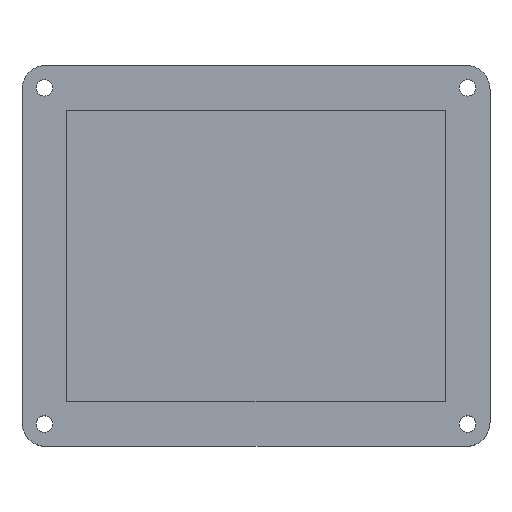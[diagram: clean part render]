
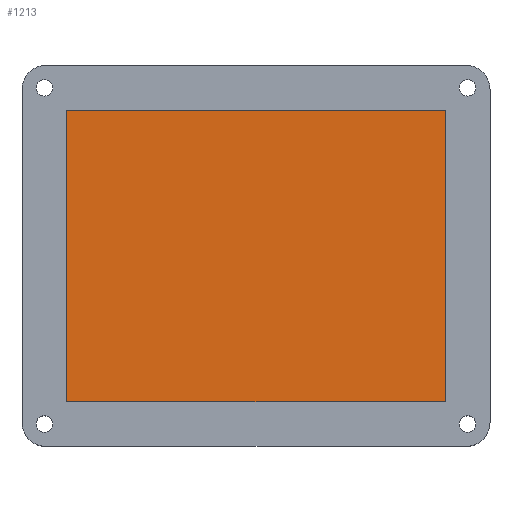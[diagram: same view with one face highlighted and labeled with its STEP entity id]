
A CAD part, top view. The second image highlights one B-rep face of the part: STEP entity #1213.
In plain terms, the highlighted planar face has unit normal (0, 0, 1).
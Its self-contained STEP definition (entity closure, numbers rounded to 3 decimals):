
#47=PLANE('',#1374);
#206=FACE_OUTER_BOUND('',#292,.T.);
#292=EDGE_LOOP('',(#1039,#1040,#1041,#1042));
#375=LINE('',#2532,#459);
#376=LINE('',#2534,#460);
#377=LINE('',#2536,#461);
#378=LINE('',#2537,#462);
#459=VECTOR('',#1723,10.);
#460=VECTOR('',#1724,10.);
#461=VECTOR('',#1725,10.);
#462=VECTOR('',#1726,10.);
#588=VERTEX_POINT('',#2530);
#589=VERTEX_POINT('',#2531);
#590=VERTEX_POINT('',#2533);
#591=VERTEX_POINT('',#2535);
#748=EDGE_CURVE('',#588,#589,#375,.T.);
#749=EDGE_CURVE('',#590,#588,#376,.T.);
#750=EDGE_CURVE('',#591,#590,#377,.T.);
#751=EDGE_CURVE('',#589,#591,#378,.T.);
#1039=ORIENTED_EDGE('',*,*,#748,.F.);
#1040=ORIENTED_EDGE('',*,*,#749,.F.);
#1041=ORIENTED_EDGE('',*,*,#750,.F.);
#1042=ORIENTED_EDGE('',*,*,#751,.F.);
#1213=ADVANCED_FACE('',(#206),#47,.T.);
#1374=AXIS2_PLACEMENT_3D('',#2529,#1721,#1722);
#1721=DIRECTION('center_axis',(0.,0.,1.));
#1722=DIRECTION('ref_axis',(1.,0.,0.));
#1723=DIRECTION('',(0.,1.,0.));
#1724=DIRECTION('',(-1.,0.,0.));
#1725=DIRECTION('',(0.,-1.,0.));
#1726=DIRECTION('',(1.,0.,0.));
#2529=CARTESIAN_POINT('Origin',(40.124,30.879,3.));
#2530=CARTESIAN_POINT('',(0.,0.,3.));
#2531=CARTESIAN_POINT('',(0.,61.757,3.));
#2532=CARTESIAN_POINT('',(0.,15.439,3.));
#2533=CARTESIAN_POINT('',(80.248,0.,3.));
#2534=CARTESIAN_POINT('',(60.186,0.,3.));
#2535=CARTESIAN_POINT('',(80.248,61.757,3.));
#2536=CARTESIAN_POINT('',(80.248,46.318,3.));
#2537=CARTESIAN_POINT('',(20.062,61.757,3.));
